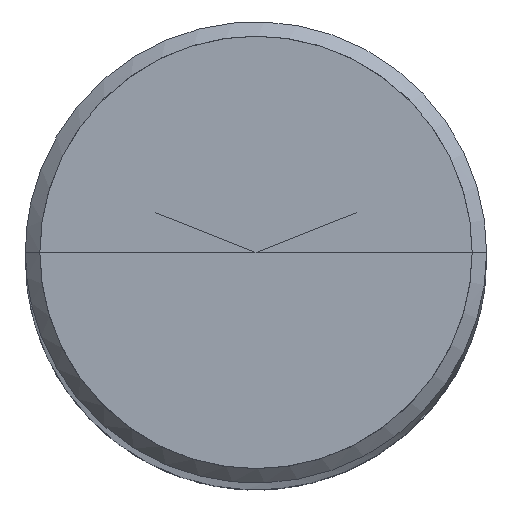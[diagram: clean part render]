
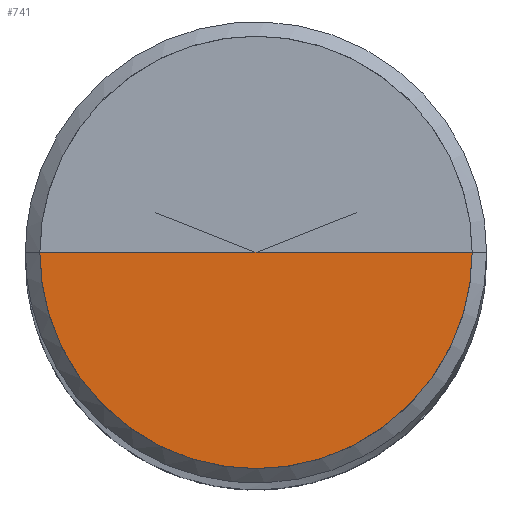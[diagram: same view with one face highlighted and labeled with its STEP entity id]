
A CAD part, top view. The second image highlights one B-rep face of the part: STEP entity #741.
In plain terms, the highlighted free-form (B-spline) face has degree [1, 2] with [2, 5] control points.
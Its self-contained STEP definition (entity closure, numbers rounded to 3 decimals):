
#473=CARTESIAN_POINT('',(7.5,0.0,128.0));
#477=CARTESIAN_POINT('',(-7.5,0.0,128.0));
#478=CARTESIAN_POINT('',(0.0,0.0,128.0));
#482=CARTESIAN_POINT('',(-7.5,-7.5,128.0));
#483=CARTESIAN_POINT('',(0.0,-7.5,128.0));
#484=CARTESIAN_POINT('',(7.5,-7.5,128.0));
#726=(
BOUNDED_SURFACE()
B_SPLINE_SURFACE(1,2,(
(#477,#482,#483,#484,#473),
(#478,#478,#478,#478,#478)
), .UNSPECIFIED.,.F.,.F.,.F.)
B_SPLINE_SURFACE_WITH_KNOTS((2,2),(3,2,3),(
0.0,1.0),(
0.0,0.5,1.0), .UNSPECIFIED.)
GEOMETRIC_REPRESENTATION_ITEM()
RATIONAL_B_SPLINE_SURFACE(((1.0,0.707,1.0,0.707,1.0),
(1.0,0.707,1.0,0.707,1.0)
))
REPRESENTATION_ITEM('')
SURFACE()
);
#727=(
BOUNDED_CURVE()
B_SPLINE_CURVE(1,(#478,#473),.UNSPECIFIED.,.F.,.F.)
B_SPLINE_CURVE_WITH_KNOTS((2,2),
(0.0,1.0),.UNSPECIFIED.)
CURVE()
GEOMETRIC_REPRESENTATION_ITEM()
RATIONAL_B_SPLINE_CURVE((1.0,1.0))
REPRESENTATION_ITEM('')
);
#728=(
BOUNDED_CURVE()
B_SPLINE_CURVE(2,(#473,#484,#483,#482,#477),.UNSPECIFIED.,.F.,.F.)
B_SPLINE_CURVE_WITH_KNOTS((3,2,3),
(0.0,0.5,1.0),.UNSPECIFIED.)
CURVE()
GEOMETRIC_REPRESENTATION_ITEM()
RATIONAL_B_SPLINE_CURVE((1.0,0.707,1.0,0.707,1.0))
REPRESENTATION_ITEM('')
);
#729=(
BOUNDED_CURVE()
B_SPLINE_CURVE(1,(#477,#478),.UNSPECIFIED.,.F.,.F.)
B_SPLINE_CURVE_WITH_KNOTS((2,2),
(0.0,1.0),.UNSPECIFIED.)
CURVE()
GEOMETRIC_REPRESENTATION_ITEM()
RATIONAL_B_SPLINE_CURVE((1.0,1.0))
REPRESENTATION_ITEM('')
);
#730=VERTEX_POINT('',#473);
#731=VERTEX_POINT('',#477);
#732=VERTEX_POINT('',#478);
#733=EDGE_CURVE('',#732,#730,#727,.T.);
#734=EDGE_CURVE('',#730,#731,#728,.T.);
#735=EDGE_CURVE('',#731,#732,#729,.T.);
#736=ORIENTED_EDGE('',*,*,#733,.T.);
#737=ORIENTED_EDGE('',*,*,#734,.T.);
#738=ORIENTED_EDGE('',*,*,#735,.T.);
#739=EDGE_LOOP('',(#736,#737,#738));
#740=FACE_OUTER_BOUND('',#739,.T.);
#741=ADVANCED_FACE('',(#740),#726,.T.);
